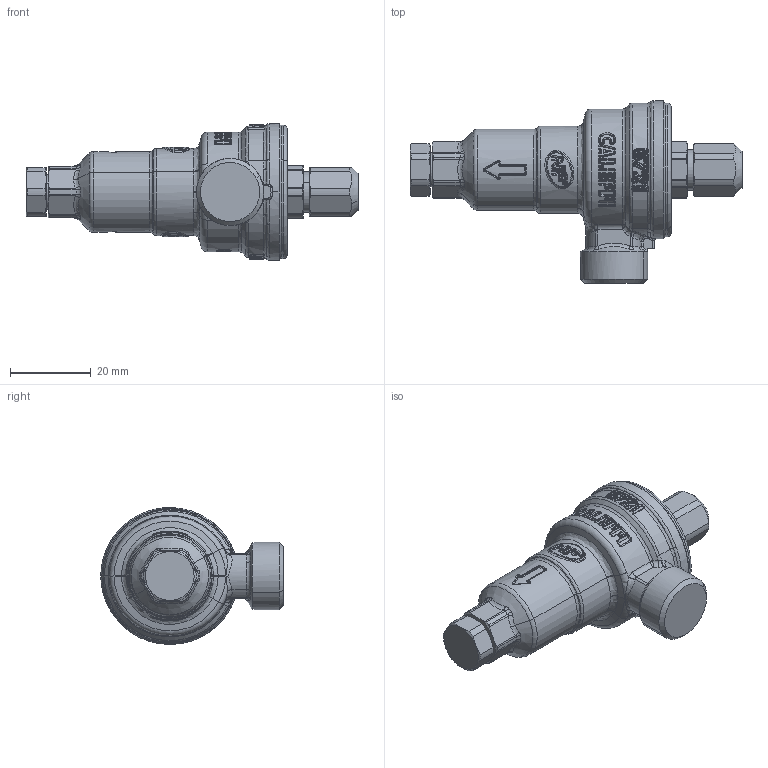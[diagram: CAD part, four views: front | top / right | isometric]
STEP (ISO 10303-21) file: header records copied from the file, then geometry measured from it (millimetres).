
FILE_DESCRIPTION(('CATIA V5 STEP Exchange'),'2;1');
FILE_NAME('STEP_572106_-_TST.stp','2017-06-19T11:33:16+00:00',('none'),('none'),'CATIA Version 5-6 Release 2014 SP5','CATIA V5 STEP AP203','none');
FILE_SCHEMA(('CONFIG_CONTROL_DESIGN'));
Products named in the file (1): 572106 - TST
Bounding box: 82 x 45.05 x 33.8 mm (x, y, z)
Volume: 32036.7 mm3; surface area: 7646.8 mm2
Topology: 1 solids, 1 shells, 1712 faces, 4005 edges, 2196 vertices
Faces by surface type: bspline 1194, cylinder 238, plane 84, sphere 78, cone 61, torus 57
Entity records: 112903 total; most frequent: CARTESIAN_POINT 85379, ORIENTED_EDGE 7760, EDGE_CURVE 3880, B_SPLINE_CURVE_WITH_KNOTS 2995, VERTEX_POINT 2196, EDGE_LOOP 1738, ADVANCED_FACE 1712, FACE_OUTER_BOUND 1712
